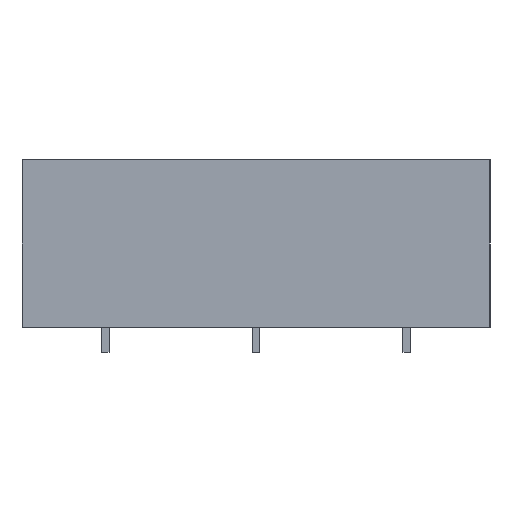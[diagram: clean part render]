
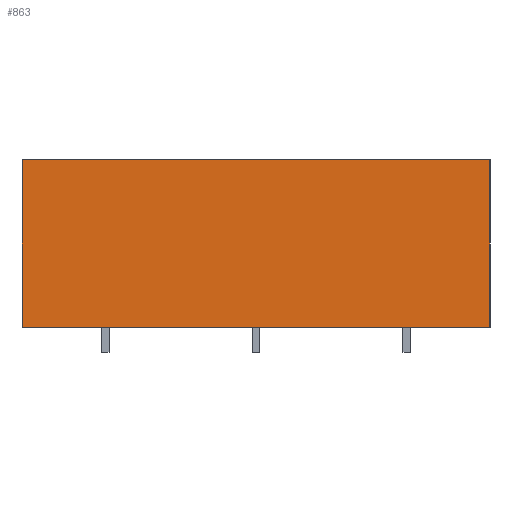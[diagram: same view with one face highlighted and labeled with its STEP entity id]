
A CAD part, left-side view. The second image highlights one B-rep face of the part: STEP entity #863.
In plain terms, the highlighted planar face has unit normal (-1, 0, 0).
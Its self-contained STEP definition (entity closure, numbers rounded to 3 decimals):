
#85 = CARTESIAN_POINT ( 'NONE',  ( -38.9, 29.95, 0. ) ) ;
#468 = EDGE_CURVE ( 'NONE', #1850, #632, #1541, .T. ) ;
#483 = AXIS2_PLACEMENT_3D ( 'NONE', #618, #1376, #4393 ) ;
#611 = EDGE_CURVE ( 'NONE', #3227, #1910, #2140, .T. ) ;
#618 = CARTESIAN_POINT ( 'NONE',  ( -38.9, 29.95, 21.5 ) ) ;
#632 = VERTEX_POINT ( 'NONE', #3958 ) ;
#666 = LINE ( 'NONE', #3308, #2803 ) ;
#724 = CARTESIAN_POINT ( 'NONE',  ( -38.9, 29.95, 21.5 ) ) ;
#771 = EDGE_CURVE ( 'NONE', #632, #1910, #1778, .T. ) ;
#863 = ADVANCED_FACE ( 'NONE', ( #4026 ), #997, .F. ) ;
#997 = PLANE ( 'NONE',  #483 ) ;
#1097 = DIRECTION ( 'NONE',  ( 0., 0., -1. ) ) ;
#1136 = VECTOR ( 'NONE', #1097, 1000. ) ;
#1211 = EDGE_LOOP ( 'NONE', ( #3068, #4359, #3072, #4479 ) ) ;
#1376 = DIRECTION ( 'NONE',  ( 1., 0., 0. ) ) ;
#1489 = VECTOR ( 'NONE', #2393, 1000. ) ;
#1541 = LINE ( 'NONE', #2969, #3676 ) ;
#1617 = CARTESIAN_POINT ( 'NONE',  ( -38.9, 29.95, 0. ) ) ;
#1778 = LINE ( 'NONE', #4807, #1136 ) ;
#1850 = VERTEX_POINT ( 'NONE', #724 ) ;
#1910 = VERTEX_POINT ( 'NONE', #2694 ) ;
#2140 = LINE ( 'NONE', #1617, #1489 ) ;
#2393 = DIRECTION ( 'NONE',  ( 0., -1., 0. ) ) ;
#2694 = CARTESIAN_POINT ( 'NONE',  ( -38.9, -29.95, 0. ) ) ;
#2803 = VECTOR ( 'NONE', #3674, 1000. ) ;
#2969 = CARTESIAN_POINT ( 'NONE',  ( -38.9, 29.95, 21.5 ) ) ;
#3068 = ORIENTED_EDGE ( 'NONE', *, *, #611, .T. ) ;
#3072 = ORIENTED_EDGE ( 'NONE', *, *, #468, .F. ) ;
#3227 = VERTEX_POINT ( 'NONE', #85 ) ;
#3308 = CARTESIAN_POINT ( 'NONE',  ( -38.9, 29.95, 21.5 ) ) ;
#3674 = DIRECTION ( 'NONE',  ( 0., 0., -1. ) ) ;
#3676 = VECTOR ( 'NONE', #4093, 1000. ) ;
#3856 = EDGE_CURVE ( 'NONE', #1850, #3227, #666, .T. ) ;
#3958 = CARTESIAN_POINT ( 'NONE',  ( -38.9, -29.95, 21.5 ) ) ;
#4026 = FACE_OUTER_BOUND ( 'NONE', #1211, .T. ) ;
#4093 = DIRECTION ( 'NONE',  ( 0., -1., 0. ) ) ;
#4359 = ORIENTED_EDGE ( 'NONE', *, *, #771, .F. ) ;
#4393 = DIRECTION ( 'NONE',  ( 0., 1., 0. ) ) ;
#4479 = ORIENTED_EDGE ( 'NONE', *, *, #3856, .T. ) ;
#4807 = CARTESIAN_POINT ( 'NONE',  ( -38.9, -29.95, 21.5 ) ) ;
